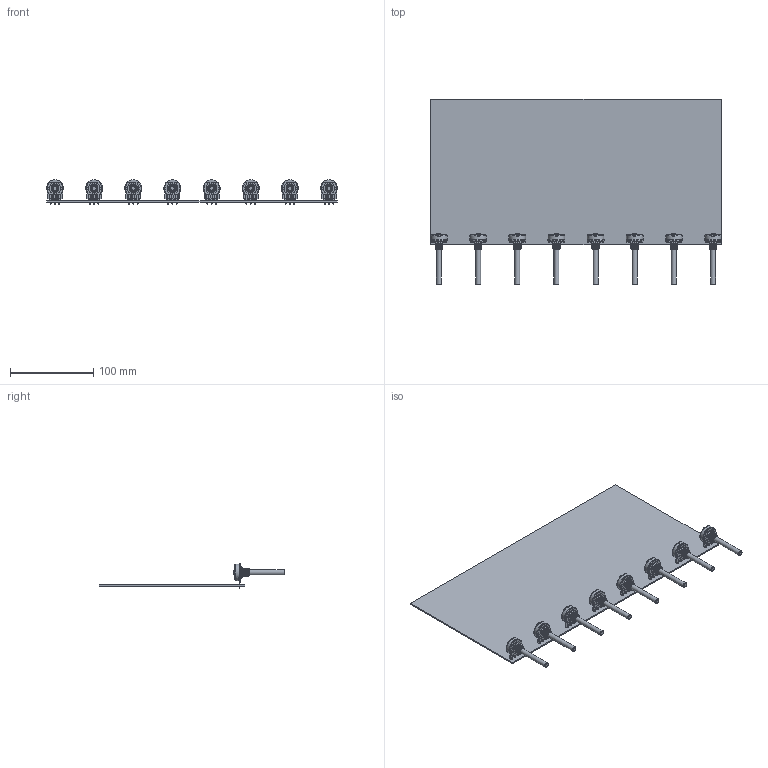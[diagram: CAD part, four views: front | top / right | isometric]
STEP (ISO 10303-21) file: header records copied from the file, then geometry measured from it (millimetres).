
FILE_DESCRIPTION(('KiCad electronic assembly'),'2;1');
FILE_NAME('wb50.step','2025-09-26T14:38:49',('Pcbnew'),('Kicad'), 'Open CASCADE STEP processor 7.9','KiCad to STEP converter','Unknown' );
FILE_SCHEMA(('AUTOMOTIVE_DESIGN { 1 0 10303 214 1 1 1 1 }'));
Length unit declared in the file: millimetre
Products named in the file (4): wb50 1; PC20BU; PC 20 BU-PS IS Omeg; wb50_PCB
Assembly tree (10 placements, depth 3):
  wb50 1
    PC20BU  x8
      PC 20 BU-PS IS Omeg
    wb50_PCB
Bounding box: 350.4 x 223.02 x 29.3 mm (x, y, z)
Volume: 117473.3 mm3; surface area: 160873.6 mm2
Topology: 57 solids, 57 shells, 2246 faces, 6532 edges, 4400 vertices
Faces by surface type: plane 1422, cylinder 432, bspline 320, cone 48, torus 24
Full cylindrical faces by diameter (mm): 1.4 x24, 6 x8, 6.2 x16, 19.2 x8, 20 x8
Entity records: 17714 total; most frequent: CARTESIAN_POINT 8690, ORIENTED_EDGE 1780, DIRECTION 1360, EDGE_CURVE 890, VERTEX_POINT 599, LINE 528, VECTOR 528, AXIS2_PLACEMENT_3D 416
